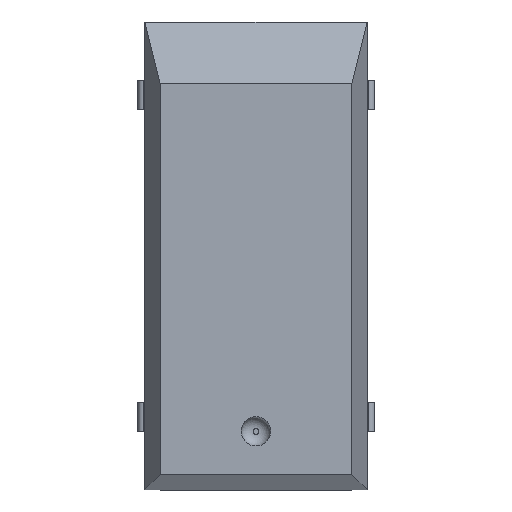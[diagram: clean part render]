
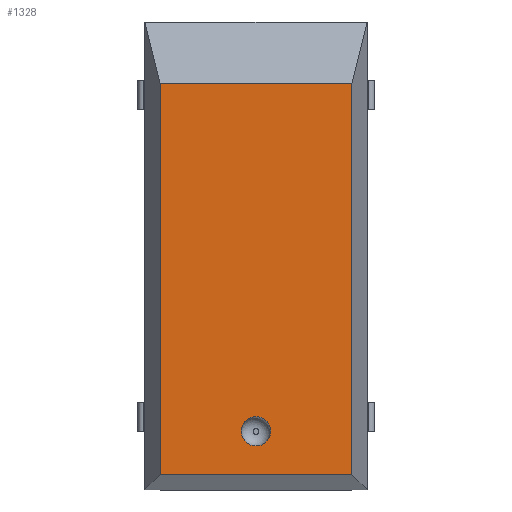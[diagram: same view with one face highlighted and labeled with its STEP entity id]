
A CAD part, top view. The second image highlights one B-rep face of the part: STEP entity #1328.
In plain terms, the highlighted planar face has unit normal (0, 0, 1).
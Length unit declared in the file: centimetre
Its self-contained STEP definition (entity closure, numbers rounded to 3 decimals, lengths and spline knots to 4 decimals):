
#147=CIRCLE('',#1408,0.025);
#265=VERTEX_POINT('',#2038);
#267=VERTEX_POINT('',#2044);
#268=VERTEX_POINT('',#2046);
#269=VERTEX_POINT('',#2050);
#270=VERTEX_POINT('',#2054);
#417=VECTOR('',#1684,1.);
#419=VECTOR('',#1687,1.);
#422=VECTOR('',#1691,1.);
#424=VECTOR('',#1694,1.);
#571=LINE('',#2045,#417);
#573=LINE('',#2049,#419);
#576=LINE('',#2055,#422);
#578=LINE('',#2058,#424);
#752=EDGE_CURVE('',#265,#265,#147,.T.);
#755=EDGE_CURVE('',#267,#268,#571,.T.);
#757=EDGE_CURVE('',#268,#269,#573,.T.);
#760=EDGE_CURVE('',#269,#270,#576,.T.);
#762=EDGE_CURVE('',#270,#267,#578,.T.);
#1126=ORIENTED_EDGE('',*,*,#752,.T.);
#1127=ORIENTED_EDGE('',*,*,#755,.F.);
#1128=ORIENTED_EDGE('',*,*,#762,.F.);
#1129=ORIENTED_EDGE('',*,*,#760,.F.);
#1130=ORIENTED_EDGE('',*,*,#757,.F.);
#1197=EDGE_LOOP('',(#1126));
#1198=EDGE_LOOP('',(#1127,#1128,#1129,#1130));
#1265=FACE_BOUND('',#1197,.T.);
#1266=FACE_BOUND('',#1198,.T.);
#1328=ADVANCED_FACE('',(#1265,#1266),#2109,.T.);
#1408=AXIS2_PLACEMENT_3D('',#2037,#1677,#1678);
#1416=AXIS2_PLACEMENT_3D('',#2060,#1696,$);
#1677=DIRECTION('',(0.,0.,-1.));
#1678=DIRECTION('',(0.025,0.,0.));
#1684=DIRECTION('',(0.,-1.,0.));
#1687=DIRECTION('',(-1.,0.,0.));
#1691=DIRECTION('',(0.,1.,0.));
#1694=DIRECTION('',(1.,0.,0.));
#1696=DIRECTION('',(0.,0.,1.));
#2037=CARTESIAN_POINT('',(0.,-0.3,0.26));
#2038=CARTESIAN_POINT('',(0.025,-0.3,0.26));
#2044=CARTESIAN_POINT('',(0.1638,0.295,0.26));
#2045=CARTESIAN_POINT('',(0.1638,0.,0.26));
#2046=CARTESIAN_POINT('',(0.1638,-0.3738,0.26));
#2049=CARTESIAN_POINT('',(0.,-0.3738,0.26));
#2050=CARTESIAN_POINT('',(-0.1638,-0.3738,0.26));
#2054=CARTESIAN_POINT('',(-0.1638,0.295,0.26));
#2055=CARTESIAN_POINT('',(-0.1638,0.,0.26));
#2058=CARTESIAN_POINT('',(0.,0.295,0.26));
#2060=CARTESIAN_POINT('',(0.,0.,0.26));
#2109=PLANE('',#1416);
